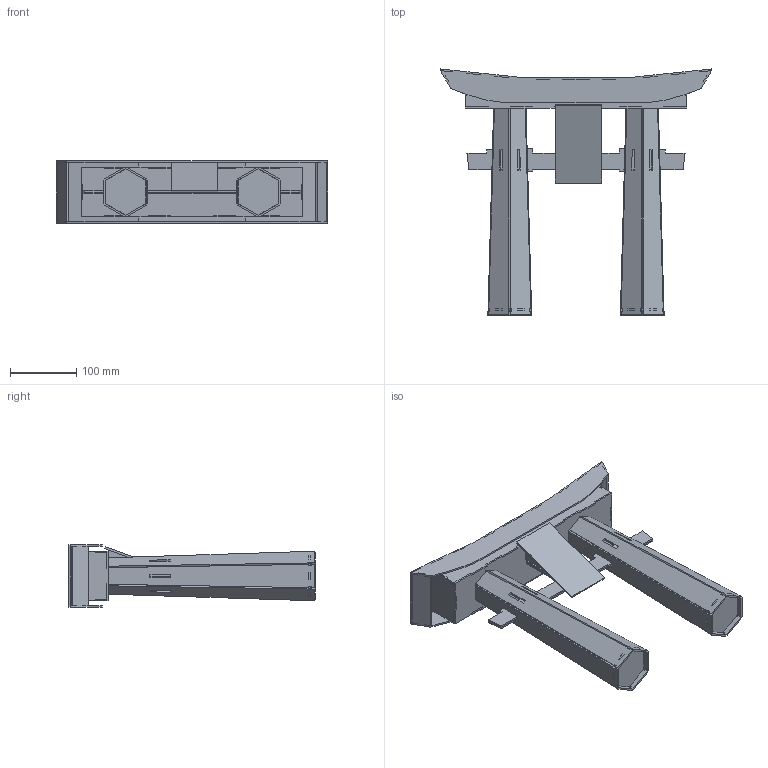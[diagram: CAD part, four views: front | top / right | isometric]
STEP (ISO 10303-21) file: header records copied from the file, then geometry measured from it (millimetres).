
FILE_DESCRIPTION(/* description */ (''),/* implementation_level */ '2;1');
FILE_NAME(/* name */ '55389f13-e17c-47c3-9385-698a25d6fe79.stp',/* time_stamp */ '2018-06-09T02:00:24+00:00',/* author */ (''),/* organization */ (''),/* preprocessor_version */ 'ST-DEVELOPER v17',/* originating_system */ 'Autodesk Translation Framework v7.1.0.215',/* authorisation */ '');
FILE_SCHEMA (('AUTOMOTIVE_DESIGN { 1 0 10303 214 3 1 1 }'));
Length unit declared in the file: millimetre
Products named in the file (17): 鳥居; 柱; 柱_1; 蓋(下); 蓋(上); 縦板; 笠木＆島木; 島木（底）; 島木（正面）; 笠木（上、真ん中）; 笠木（上、左右）; 笠木（正面）; 島木（横）; 笠木（横）; 額束; 貫; 札
Assembly tree (36 placements, depth 3):
  鳥居
    柱
      縦板  x6
      蓋(下)
      蓋(上)
    柱_1
      縦板  x6
      蓋(下)
      蓋(上)
    笠木＆島木
      島木（底）
      島木（正面）  x2
      笠木（上、真ん中）
      笠木（上、左右）  x2
      笠木（正面）  x2
      島木（横）  x2
      笠木（横）  x2
      額束  x2
    貫  x2
    札
Bounding box: 409.56 x 371.64 x 95 mm (x, y, z)
Volume: 725527.9 mm3; surface area: 631087 mm2
Topology: 33 solids, 33 shells, 1032 faces, 2898 edges, 1932 vertices
Faces by surface type: plane 1032
Entity records: 15160 total; most frequent: CARTESIAN_POINT 2654, ORIENTED_EDGE 2574, DIRECTION 2305, LINE 1287, VECTOR 1287, EDGE_CURVE 1287, VERTEX_POINT 858, AXIS2_PLACEMENT_3D 509
